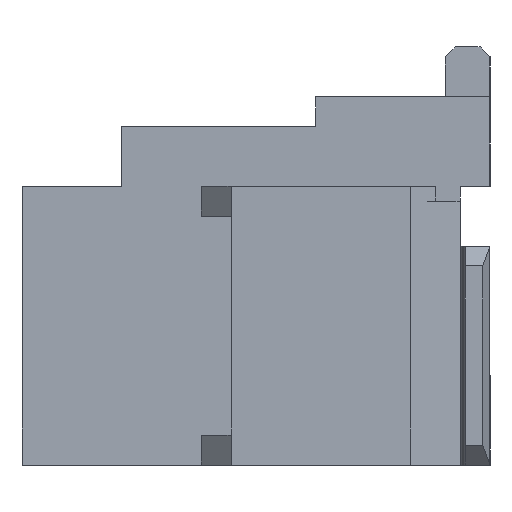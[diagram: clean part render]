
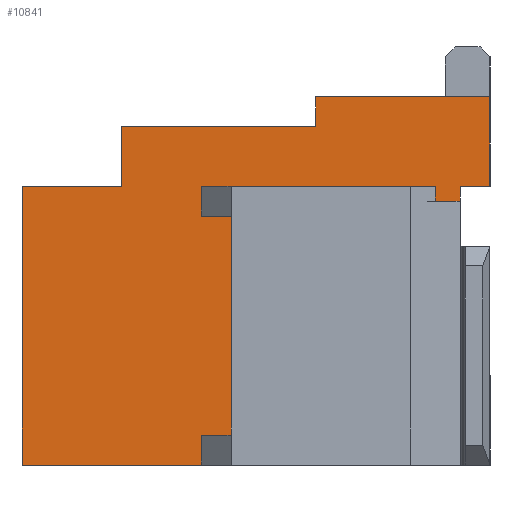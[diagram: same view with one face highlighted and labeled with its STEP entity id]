
A CAD part, left-side view. The second image highlights one B-rep face of the part: STEP entity #10841.
In plain terms, the highlighted planar face has unit normal (-1, 0, 0).
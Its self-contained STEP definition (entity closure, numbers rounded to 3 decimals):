
#3 = EDGE_CURVE ( 'NONE', #91, #12686, #2308, .T. ) ;
#91 = VERTEX_POINT ( 'NONE', #12575 ) ;
#184 = CARTESIAN_POINT ( 'NONE',  ( -8.375, 0., -1.85 ) ) ;
#388 = CARTESIAN_POINT ( 'NONE',  ( -8.375, 3.7, 0.95 ) ) ;
#396 = EDGE_LOOP ( 'NONE', ( #8861, #6513, #12362, #557, #12224, #7736, #14283, #14705, #14098, #12309, #10722, #1882, #5435, #7060, #10043, #9588, #13966, #8489 ) ) ;
#557 = ORIENTED_EDGE ( 'NONE', *, *, #3631, .T. ) ;
#630 = VECTOR ( 'NONE', #6558, 1000. ) ;
#852 = EDGE_CURVE ( 'NONE', #15392, #3217, #13171, .T. ) ;
#897 = PLANE ( 'NONE',  #10480 ) ;
#933 = VERTEX_POINT ( 'NONE', #1068 ) ;
#1068 = CARTESIAN_POINT ( 'NONE',  ( -8.375, 4.7, -1.85 ) ) ;
#1106 = CARTESIAN_POINT ( 'NONE',  ( -8.375, 3.7, 0.95 ) ) ;
#1290 = DIRECTION ( 'NONE',  ( 0., 1., 0. ) ) ;
#1335 = VERTEX_POINT ( 'NONE', #14590 ) ;
#1338 = EDGE_CURVE ( 'NONE', #933, #2488, #11990, .T. ) ;
#1446 = DIRECTION ( 'NONE',  ( 0., 0., -1. ) ) ;
#1597 = DIRECTION ( 'NONE',  ( 0., 0., 1. ) ) ;
#1735 = FACE_OUTER_BOUND ( 'NONE', #396, .T. ) ;
#1882 = ORIENTED_EDGE ( 'NONE', *, *, #1338, .F. ) ;
#1905 = EDGE_CURVE ( 'NONE', #91, #3080, #9873, .T. ) ;
#2023 = DIRECTION ( 'NONE',  ( 0., 1., 0. ) ) ;
#2308 = LINE ( 'NONE', #13477, #6760 ) ;
#2488 = VERTEX_POINT ( 'NONE', #14560 ) ;
#2538 = EDGE_CURVE ( 'NONE', #15755, #11168, #11276, .T. ) ;
#2562 = CARTESIAN_POINT ( 'NONE',  ( -8.375, 0., 1.85 ) ) ;
#2614 = EDGE_CURVE ( 'NONE', #933, #13340, #12837, .T. ) ;
#2729 = VERTEX_POINT ( 'NONE', #10444 ) ;
#2834 = LINE ( 'NONE', #13118, #3329 ) ;
#2931 = CARTESIAN_POINT ( 'NONE',  ( -8.375, 2.9, -1.85 ) ) ;
#2953 = EDGE_CURVE ( 'NONE', #15755, #7364, #8412, .T. ) ;
#2958 = VECTOR ( 'NONE', #12673, 1000. ) ;
#3002 = VERTEX_POINT ( 'NONE', #12184 ) ;
#3059 = CARTESIAN_POINT ( 'NONE',  ( -8.375, 0.3, 0.95 ) ) ;
#3080 = VERTEX_POINT ( 'NONE', #15006 ) ;
#3187 = CARTESIAN_POINT ( 'NONE',  ( -8.375, 1.75, 1.55 ) ) ;
#3216 = VECTOR ( 'NONE', #11940, 1000. ) ;
#3217 = VERTEX_POINT ( 'NONE', #4402 ) ;
#3329 = VECTOR ( 'NONE', #1597, 1000. ) ;
#3378 = EDGE_CURVE ( 'NONE', #11887, #11168, #8782, .T. ) ;
#3466 = VECTOR ( 'NONE', #15999, 1000. ) ;
#3512 = CARTESIAN_POINT ( 'NONE',  ( -8.375, 1.75, 1.85 ) ) ;
#3605 = DIRECTION ( 'NONE',  ( 0., 1., 0. ) ) ;
#3629 = VERTEX_POINT ( 'NONE', #8078 ) ;
#3631 = EDGE_CURVE ( 'NONE', #9927, #12686, #4334, .T. ) ;
#4160 = LINE ( 'NONE', #12444, #10114 ) ;
#4303 = CARTESIAN_POINT ( 'NONE',  ( -8.375, 1.75, 1.55 ) ) ;
#4334 = LINE ( 'NONE', #9294, #11316 ) ;
#4402 = CARTESIAN_POINT ( 'NONE',  ( -8.375, 2.4, 0.95 ) ) ;
#4411 = CARTESIAN_POINT ( 'NONE',  ( -8.375, 0.3, 0.8 ) ) ;
#4741 = CARTESIAN_POINT ( 'NONE',  ( -8.375, -0.906, 0.65 ) ) ;
#4749 = EDGE_CURVE ( 'NONE', #2729, #1335, #5934, .T. ) ;
#5152 = EDGE_CURVE ( 'NONE', #7364, #3080, #12400, .T. ) ;
#5435 = ORIENTED_EDGE ( 'NONE', *, *, #2614, .T. ) ;
#5628 = EDGE_CURVE ( 'NONE', #3217, #3002, #12858, .T. ) ;
#5768 = LINE ( 'NONE', #12004, #12376 ) ;
#5912 = DIRECTION ( 'NONE',  ( 0., -1., 0. ) ) ;
#5934 = LINE ( 'NONE', #4741, #13449 ) ;
#5948 = DIRECTION ( 'NONE',  ( 0., -1., 0. ) ) ;
#6084 = CARTESIAN_POINT ( 'NONE',  ( -8.375, 29.494, 0.95 ) ) ;
#6151 = CARTESIAN_POINT ( 'NONE',  ( -8.375, 29.494, 1.85 ) ) ;
#6325 = DIRECTION ( 'NONE',  ( 1., 0., 0. ) ) ;
#6513 = ORIENTED_EDGE ( 'NONE', *, *, #5628, .T. ) ;
#6558 = DIRECTION ( 'NONE',  ( 0., 0., 1. ) ) ;
#6732 = EDGE_CURVE ( 'NONE', #3629, #2729, #14859, .T. ) ;
#6760 = VECTOR ( 'NONE', #10689, 1000. ) ;
#6821 = VERTEX_POINT ( 'NONE', #12740 ) ;
#6961 = CARTESIAN_POINT ( 'NONE',  ( -8.375, -0.906, -1.55 ) ) ;
#7041 = CARTESIAN_POINT ( 'NONE',  ( -8.375, 4.7, 0.95 ) ) ;
#7060 = ORIENTED_EDGE ( 'NONE', *, *, #15341, .T. ) ;
#7364 = VERTEX_POINT ( 'NONE', #3512 ) ;
#7480 = VECTOR ( 'NONE', #13636, 1000. ) ;
#7541 = CARTESIAN_POINT ( 'NONE',  ( -8.375, 3.7, 1.55 ) ) ;
#7736 = ORIENTED_EDGE ( 'NONE', *, *, #1905, .T. ) ;
#8078 = CARTESIAN_POINT ( 'NONE',  ( -8.375, 2.1, -1.55 ) ) ;
#8412 = LINE ( 'NONE', #3187, #3216 ) ;
#8489 = ORIENTED_EDGE ( 'NONE', *, *, #14761, .T. ) ;
#8510 = DIRECTION ( 'NONE',  ( 0., 0., 1. ) ) ;
#8719 = CARTESIAN_POINT ( 'NONE',  ( -8.375, 2.1, -1.55 ) ) ;
#8735 = LINE ( 'NONE', #11026, #16046 ) ;
#8754 = EDGE_CURVE ( 'NONE', #3629, #6821, #9350, .T. ) ;
#8782 = LINE ( 'NONE', #388, #630 ) ;
#8861 = ORIENTED_EDGE ( 'NONE', *, *, #852, .T. ) ;
#9294 = CARTESIAN_POINT ( 'NONE',  ( -8.375, 0.3, 0.8 ) ) ;
#9350 = LINE ( 'NONE', #6961, #10968 ) ;
#9588 = ORIENTED_EDGE ( 'NONE', *, *, #6732, .T. ) ;
#9806 = CARTESIAN_POINT ( 'NONE',  ( -8.375, 2.9, 0.95 ) ) ;
#9873 = LINE ( 'NONE', #2562, #15978 ) ;
#9927 = VERTEX_POINT ( 'NONE', #4411 ) ;
#10043 = ORIENTED_EDGE ( 'NONE', *, *, #8754, .F. ) ;
#10114 = VECTOR ( 'NONE', #14114, 1000. ) ;
#10296 = CARTESIAN_POINT ( 'NONE',  ( -8.375, 2.078, 0.8 ) ) ;
#10444 = CARTESIAN_POINT ( 'NONE',  ( -8.375, 2.1, 0.65 ) ) ;
#10480 = AXIS2_PLACEMENT_3D ( 'NONE', #6084, #6325, #1446 ) ;
#10685 = VECTOR ( 'NONE', #5948, 1000. ) ;
#10689 = DIRECTION ( 'NONE',  ( 0., 1., 0. ) ) ;
#10722 = ORIENTED_EDGE ( 'NONE', *, *, #11767, .T. ) ;
#10841 = ADVANCED_FACE ( 'NONE', ( #1735 ), #897, .F. ) ;
#10968 = VECTOR ( 'NONE', #2023, 1000. ) ;
#11025 = CARTESIAN_POINT ( 'NONE',  ( -8.375, 1.75, 1.55 ) ) ;
#11026 = CARTESIAN_POINT ( 'NONE',  ( -8.375, 0.3, 0.8 ) ) ;
#11168 = VERTEX_POINT ( 'NONE', #7541 ) ;
#11276 = LINE ( 'NONE', #11025, #3466 ) ;
#11316 = VECTOR ( 'NONE', #13074, 1000. ) ;
#11360 = VECTOR ( 'NONE', #5912, 1000. ) ;
#11767 = EDGE_CURVE ( 'NONE', #11887, #2488, #5768, .T. ) ;
#11887 = VERTEX_POINT ( 'NONE', #1106 ) ;
#11940 = DIRECTION ( 'NONE',  ( 0., 0., 1. ) ) ;
#11990 = LINE ( 'NONE', #7041, #15660 ) ;
#12004 = CARTESIAN_POINT ( 'NONE',  ( -8.375, 3.7, 0.95 ) ) ;
#12151 = DIRECTION ( 'NONE',  ( 0., 0., 1. ) ) ;
#12184 = CARTESIAN_POINT ( 'NONE',  ( -8.375, 2.078, 0.8 ) ) ;
#12224 = ORIENTED_EDGE ( 'NONE', *, *, #3, .F. ) ;
#12309 = ORIENTED_EDGE ( 'NONE', *, *, #3378, .F. ) ;
#12362 = ORIENTED_EDGE ( 'NONE', *, *, #14132, .F. ) ;
#12376 = VECTOR ( 'NONE', #15656, 1000. ) ;
#12400 = LINE ( 'NONE', #6151, #11360 ) ;
#12444 = CARTESIAN_POINT ( 'NONE',  ( -8.375, 2.9, -1.85 ) ) ;
#12575 = CARTESIAN_POINT ( 'NONE',  ( -8.375, 0., 0.95 ) ) ;
#12673 = DIRECTION ( 'NONE',  ( 0., -1., 0. ) ) ;
#12686 = VERTEX_POINT ( 'NONE', #3059 ) ;
#12740 = CARTESIAN_POINT ( 'NONE',  ( -8.375, 2.9, -1.55 ) ) ;
#12837 = LINE ( 'NONE', #184, #2958 ) ;
#12858 = LINE ( 'NONE', #10296, #13237 ) ;
#13074 = DIRECTION ( 'NONE',  ( 0., 0., 1. ) ) ;
#13118 = CARTESIAN_POINT ( 'NONE',  ( -8.375, 2.9, -1.85 ) ) ;
#13171 = LINE ( 'NONE', #13488, #10685 ) ;
#13237 = VECTOR ( 'NONE', #15285, 1000. ) ;
#13340 = VERTEX_POINT ( 'NONE', #2931 ) ;
#13449 = VECTOR ( 'NONE', #1290, 1000. ) ;
#13477 = CARTESIAN_POINT ( 'NONE',  ( -8.375, -1.03, 0.95 ) ) ;
#13488 = CARTESIAN_POINT ( 'NONE',  ( -8.375, 29.494, 0.95 ) ) ;
#13636 = DIRECTION ( 'NONE',  ( 0., 0., 1. ) ) ;
#13966 = ORIENTED_EDGE ( 'NONE', *, *, #4749, .T. ) ;
#14098 = ORIENTED_EDGE ( 'NONE', *, *, #2538, .T. ) ;
#14114 = DIRECTION ( 'NONE',  ( 0., 0., 1. ) ) ;
#14132 = EDGE_CURVE ( 'NONE', #9927, #3002, #8735, .T. ) ;
#14283 = ORIENTED_EDGE ( 'NONE', *, *, #5152, .F. ) ;
#14560 = CARTESIAN_POINT ( 'NONE',  ( -8.375, 4.7, 0.95 ) ) ;
#14590 = CARTESIAN_POINT ( 'NONE',  ( -8.375, 2.9, 0.65 ) ) ;
#14705 = ORIENTED_EDGE ( 'NONE', *, *, #2953, .F. ) ;
#14761 = EDGE_CURVE ( 'NONE', #1335, #15392, #2834, .T. ) ;
#14859 = LINE ( 'NONE', #8719, #7480 ) ;
#15006 = CARTESIAN_POINT ( 'NONE',  ( -8.375, 0., 1.85 ) ) ;
#15285 = DIRECTION ( 'NONE',  ( 0., -0.906, -0.423 ) ) ;
#15341 = EDGE_CURVE ( 'NONE', #13340, #6821, #4160, .T. ) ;
#15392 = VERTEX_POINT ( 'NONE', #9806 ) ;
#15656 = DIRECTION ( 'NONE',  ( 0., 1., 0. ) ) ;
#15660 = VECTOR ( 'NONE', #12151, 1000. ) ;
#15755 = VERTEX_POINT ( 'NONE', #4303 ) ;
#15978 = VECTOR ( 'NONE', #8510, 1000. ) ;
#15999 = DIRECTION ( 'NONE',  ( 0., 1., 0. ) ) ;
#16046 = VECTOR ( 'NONE', #3605, 1000. ) ;
